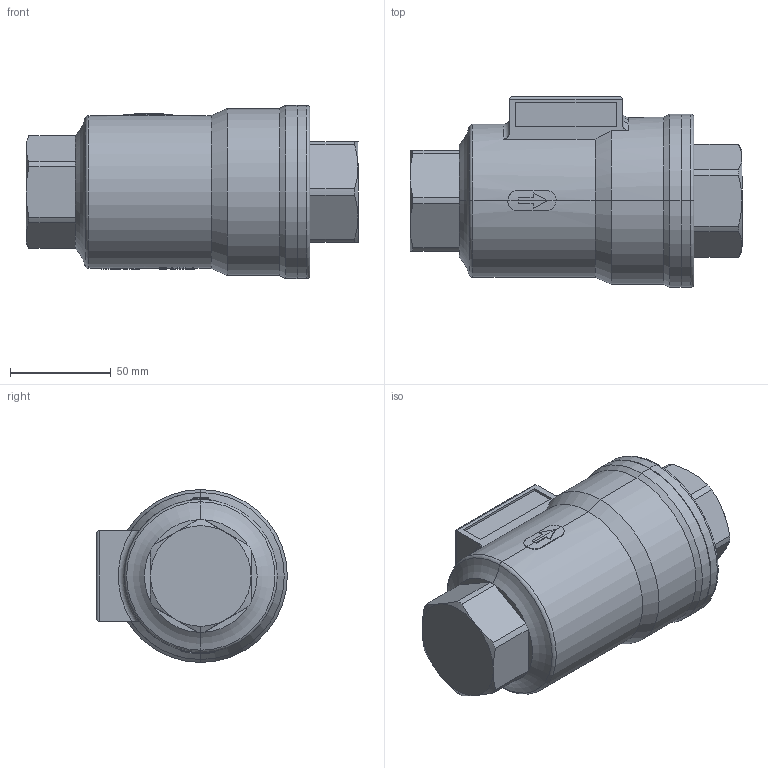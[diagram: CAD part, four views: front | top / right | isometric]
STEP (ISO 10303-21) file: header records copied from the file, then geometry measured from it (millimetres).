
FILE_DESCRIPTION (( 'STEP AP203' ), '1' );
FILE_NAME ('装配体32.STEP', '2022-08-02T02:48:53', ( '微软用户' ), ( '微软中国' ), 'SwSTEP 2.0', 'SolidWorks 2017', '' );
FILE_SCHEMA (( 'CONFIG_CONTROL_DESIGN' ));
Length unit declared in the file: millimetre
Products named in the file (3): ESF03201; 蚾饜极32; ESF03211
Assembly tree (2 placements, depth 2):
  蚾饜极32
    ESF03201
    ESF03211
Bounding box: 165 x 94.7 x 86 mm (x, y, z)
Volume: 316816.1 mm3; surface area: 91905.1 mm2
Topology: 2 solids, 2 shells, 447 faces, 1169 edges, 754 vertices
Faces by surface type: cylinder 201, bspline 142, plane 61, cone 23, torus 20
Entity records: 38362 total; most frequent: CARTESIAN_POINT 29133, ORIENTED_EDGE 2338, DIRECTION 1212, EDGE_CURVE 1169, VERTEX_POINT 754, EDGE_LOOP 475, AXIS2_PLACEMENT_3D 468, B_SPLINE_CURVE_WITH_KNOTS 455
